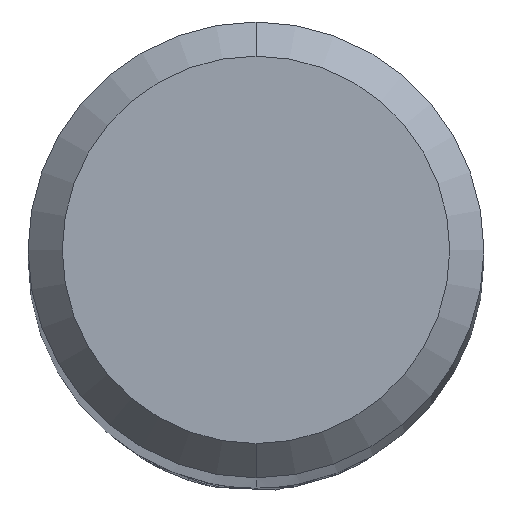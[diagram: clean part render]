
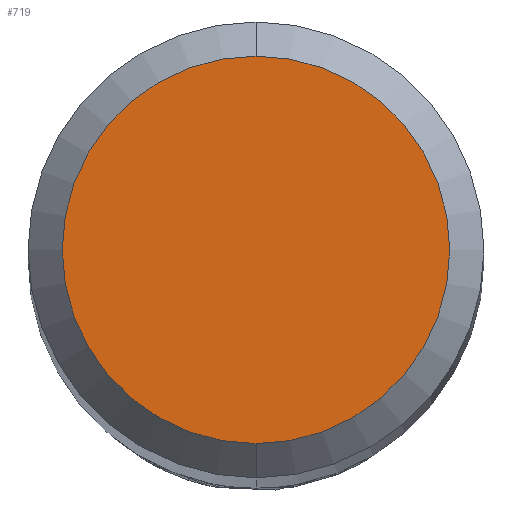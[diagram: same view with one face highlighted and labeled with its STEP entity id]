
A CAD part, top view. The second image highlights one B-rep face of the part: STEP entity #719.
In plain terms, the highlighted planar face has unit normal (0, 0, 1).
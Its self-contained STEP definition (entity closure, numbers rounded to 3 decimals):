
#531=VERTEX_POINT('',#1290);
#685=EDGE_CURVE('',#531,#727,#1460,.T.);
#719=ADVANCED_FACE('',(#1498),#1499,.T.);
#727=VERTEX_POINT('',#1509);
#989=EDGE_CURVE('',#727,#531,#1795,.T.);
#1290=CARTESIAN_POINT('',(0.,-1.7,0.0));
#1460=CIRCLE('',#8436,1.7);
#1498=FACE_OUTER_BOUND('',#10675,.T.);
#1499=PLANE('',#10676);
#1509=CARTESIAN_POINT('',(0.0,1.7,0.0));
#1795=CIRCLE('',#15015,1.7);
#8436=AXIS2_PLACEMENT_3D('',#16566,#16567,#16568);
#10675=EDGE_LOOP('',(#16626,#16627));
#10676=AXIS2_PLACEMENT_3D('',#16628,#16629,#16630);
#15015=AXIS2_PLACEMENT_3D('',#16967,#16968,#16969);
#16566=CARTESIAN_POINT('',(0.0,0.0,0.0));
#16567=DIRECTION('',(0.0,0.0,-1.0));
#16568=DIRECTION('',(0.0,1.0,0.0));
#16626=ORIENTED_EDGE('',*,*,#989,.F.);
#16627=ORIENTED_EDGE('',*,*,#685,.F.);
#16628=CARTESIAN_POINT('',(0.0,0.85,0.0));
#16629=DIRECTION('',(-0.0,0.0,1.0));
#16630=DIRECTION('',(0.0,-1.0,0.0));
#16967=CARTESIAN_POINT('',(0.0,0.0,0.0));
#16968=DIRECTION('',(0.0,0.0,-1.0));
#16969=DIRECTION('',(0.0,1.0,0.0));
